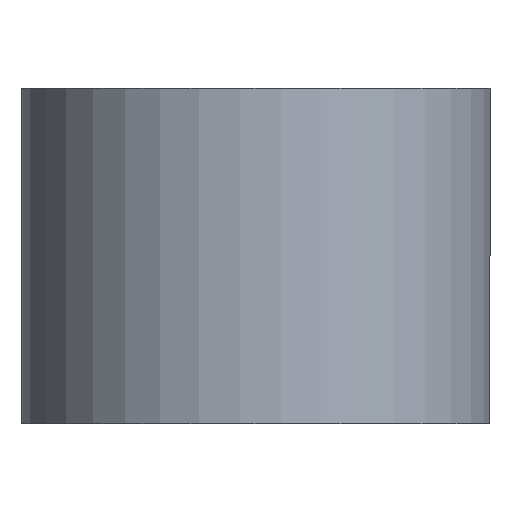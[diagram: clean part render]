
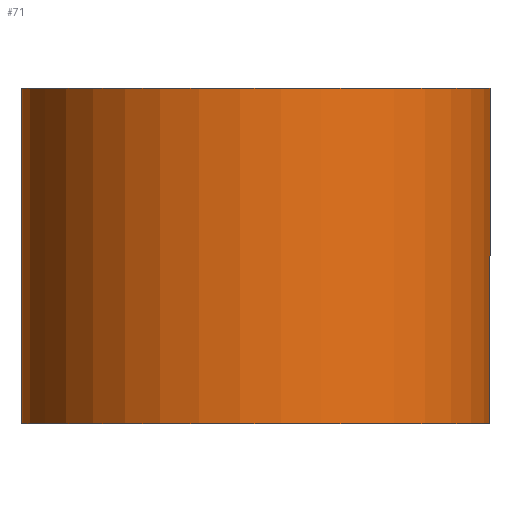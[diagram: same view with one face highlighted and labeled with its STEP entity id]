
A CAD part, left-side view. The second image highlights one B-rep face of the part: STEP entity #71.
In plain terms, the highlighted cylindrical face has radius 7 mm (diameter 14 mm), a partial arc.
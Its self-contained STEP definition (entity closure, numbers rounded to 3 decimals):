
#71=ADVANCED_FACE('',(#170),#172,.T.);
#170=FACE_BOUND('',#171,.T.);
#171=EDGE_LOOP('',(#245,#246,#247,#248));
#172=CYLINDRICAL_SURFACE('',#173,7.);
#173=AXIS2_PLACEMENT_3D('',#174,#175,#176);
#174=CARTESIAN_POINT('',(0.,0.,5.));
#175=DIRECTION('',(0.,0.,-1.));
#176=DIRECTION('',(-1.,0.,0.));
#245=ORIENTED_EDGE('',*,*,#297,.F.);
#246=ORIENTED_EDGE('',*,*,#294,.F.);
#247=ORIENTED_EDGE('',*,*,#298,.F.);
#248=ORIENTED_EDGE('',*,*,#289,.T.);
#289=EDGE_CURVE('',#318,#316,#319,.T.);
#294=EDGE_CURVE('',#326,#328,#329,.T.);
#297=EDGE_CURVE('',#328,#316,#333,.F.);
#298=EDGE_CURVE('',#318,#326,#334,.T.);
#316=VERTEX_POINT('',#362);
#318=VERTEX_POINT('',#366);
#319=CIRCLE('',#367,7.);
#326=VERTEX_POINT('',#384);
#328=VERTEX_POINT('',#388);
#329=CIRCLE('',#389,7.);
#333=LINE('',#401,#402);
#334=LINE('',#404,#405);
#362=CARTESIAN_POINT('',(0.514,6.981,5.));
#366=CARTESIAN_POINT('',(0.765,-6.958,5.));
#367=AXIS2_PLACEMENT_3D('',#368,#369,#370);
#368=CARTESIAN_POINT('',(0.,0.,5.));
#369=DIRECTION('',(0.,0.,-1.));
#370=DIRECTION('',(0.109,-0.994,0.));
#384=CARTESIAN_POINT('',(0.765,-6.958,-5.));
#388=CARTESIAN_POINT('',(0.514,6.981,-5.));
#389=AXIS2_PLACEMENT_3D('',#390,#391,#392);
#390=CARTESIAN_POINT('',(0.,0.,-5.));
#391=DIRECTION('',(0.,0.,-1.));
#392=DIRECTION('',(0.109,-0.994,0.));
#401=CARTESIAN_POINT('',(0.514,6.981,5.));
#402=VECTOR('',#403,1.);
#403=DIRECTION('',(0.,0.,-1.));
#404=CARTESIAN_POINT('',(0.765,-6.958,5.));
#405=VECTOR('',#406,1.);
#406=DIRECTION('',(0.,0.,-1.));
